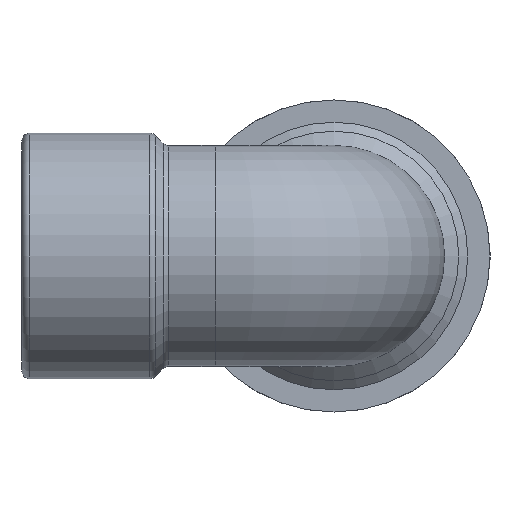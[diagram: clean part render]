
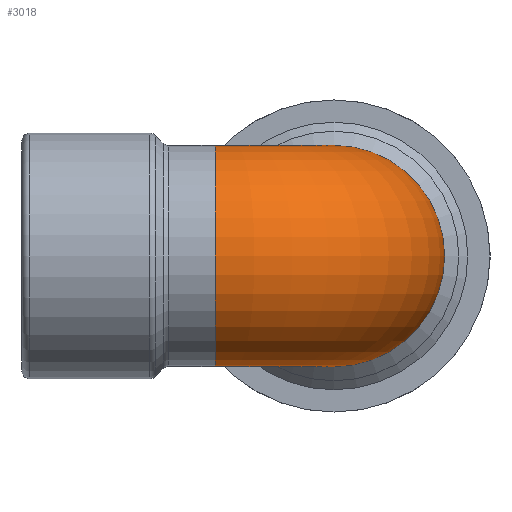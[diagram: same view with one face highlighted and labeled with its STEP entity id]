
A CAD part, left-side view. The second image highlights one B-rep face of the part: STEP entity #3018.
In plain terms, the highlighted toroidal (fillet/blend) face has major radius 19.04 mm and minor radius 17.72 mm.
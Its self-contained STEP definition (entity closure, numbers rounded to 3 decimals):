
#673=FACE_BOUND('',#915,.T.);
#700=FACE_OUTER_BOUND('',#914,.T.);
#914=EDGE_LOOP('',(#2075));
#915=EDGE_LOOP('',(#2076));
#1154=CIRCLE('',#3236,17.72);
#1155=CIRCLE('',#3237,17.72);
#1335=VERTEX_POINT('',#4603);
#1336=VERTEX_POINT('',#4605);
#1612=EDGE_CURVE('',#1335,#1335,#1154,.T.);
#1613=EDGE_CURVE('',#1336,#1336,#1155,.T.);
#2075=ORIENTED_EDGE('',*,*,#1612,.F.);
#2076=ORIENTED_EDGE('',*,*,#1613,.T.);
#3000=TOROIDAL_SURFACE('',#3235,19.04,17.72);
#3018=ADVANCED_FACE('',(#700,#673),#3000,.T.);
#3235=AXIS2_PLACEMENT_3D('',#4602,#3634,#3635);
#3236=AXIS2_PLACEMENT_3D('',#4604,#3636,#3637);
#3237=AXIS2_PLACEMENT_3D('',#4606,#3638,#3639);
#3634=DIRECTION('center_axis',(0.,0.,1.));
#3635=DIRECTION('ref_axis',(1.,0.,0.));
#3636=DIRECTION('center_axis',(1.,0.,0.));
#3637=DIRECTION('ref_axis',(0.,0.,-1.));
#3638=DIRECTION('center_axis',(0.,-1.,0.));
#3639=DIRECTION('ref_axis',(-1.,0.,0.));
#4602=CARTESIAN_POINT('Origin',(19.04,19.04,0.));
#4603=CARTESIAN_POINT('',(19.04,17.72,0.));
#4604=CARTESIAN_POINT('Origin',(19.04,0.,0.));
#4605=CARTESIAN_POINT('',(17.72,19.04,0.));
#4606=CARTESIAN_POINT('Origin',(0.,19.04,0.));
